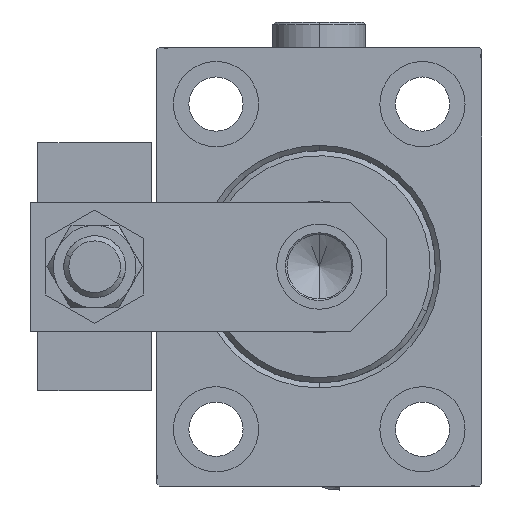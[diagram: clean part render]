
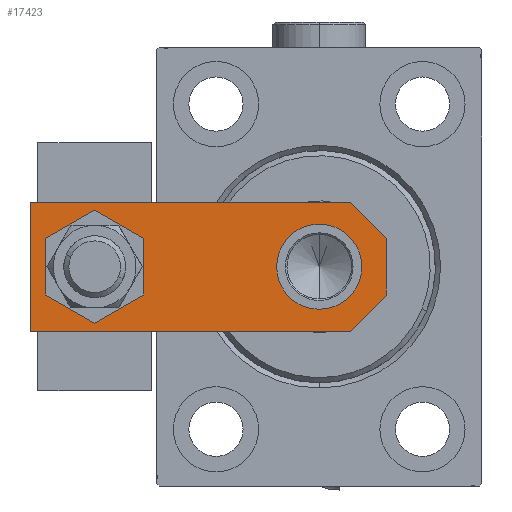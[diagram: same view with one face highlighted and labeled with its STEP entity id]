
A CAD part, left-side view. The second image highlights one B-rep face of the part: STEP entity #17423.
In plain terms, the highlighted face is planar.
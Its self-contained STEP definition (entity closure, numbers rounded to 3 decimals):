
#140 = DIRECTION ( 'NONE',  ( 0.707, -0.707, 0. ) ) ;
#681 = FACE_BOUND ( 'NONE', #18741, .T. ) ;
#1610 = ORIENTED_EDGE ( 'NONE', *, *, #50329, .F. ) ;
#1822 = VERTEX_POINT ( 'NONE', #11504 ) ;
#2015 = VERTEX_POINT ( 'NONE', #29997 ) ;
#2415 = CARTESIAN_POINT ( 'NONE',  ( 0., 13., 8. ) ) ;
#2532 = CARTESIAN_POINT ( 'NONE',  ( 2.75, -2.75, 8. ) ) ;
#4399 = CARTESIAN_POINT ( 'NONE',  ( -12.5, 69., 8. ) ) ;
#4547 = VERTEX_POINT ( 'NONE', #25845 ) ;
#4570 = EDGE_CURVE ( 'NONE', #19203, #4547, #38612, .T. ) ;
#5327 = FACE_OUTER_BOUND ( 'NONE', #6153, .T. ) ;
#6092 = EDGE_CURVE ( 'NONE', #40130, #46142, #27049, .T. ) ;
#6153 = EDGE_LOOP ( 'NONE', ( #18104, #37462, #36994, #49349, #20948, #35527 ) ) ;
#6907 = DIRECTION ( 'NONE',  ( 0.707, 0.707, 0. ) ) ;
#8540 = CARTESIAN_POINT ( 'NONE',  ( -12.5, 7., 8. ) ) ;
#10975 = CARTESIAN_POINT ( 'NONE',  ( -12.5, 0., 8. ) ) ;
#11504 = CARTESIAN_POINT ( 'NONE',  ( 12.5, 7., 8. ) ) ;
#11803 = VERTEX_POINT ( 'NONE', #12919 ) ;
#12422 = VERTEX_POINT ( 'NONE', #34175 ) ;
#12919 = CARTESIAN_POINT ( 'NONE',  ( -7., 56.5, 8. ) ) ;
#13480 = CIRCLE ( 'NONE', #25776, 8.25 ) ;
#14114 = CARTESIAN_POINT ( 'NONE',  ( -12.5, 69., 8. ) ) ;
#14854 = CARTESIAN_POINT ( 'NONE',  ( -2.75, -2.75, 8. ) ) ;
#15152 = DIRECTION ( 'NONE',  ( 0., 0., 1. ) ) ;
#15398 = CARTESIAN_POINT ( 'NONE',  ( 0., 13., 8. ) ) ;
#15715 = DIRECTION ( 'NONE',  ( 0., 0., 1. ) ) ;
#15746 = AXIS2_PLACEMENT_3D ( 'NONE', #25169, #24648, #37284 ) ;
#16396 = EDGE_LOOP ( 'NONE', ( #45582, #1610 ) ) ;
#17423 = ADVANCED_FACE ( 'NONE', ( #40583, #5327, #681 ), #44698, .T. ) ;
#18104 = ORIENTED_EDGE ( 'NONE', *, *, #6092, .T. ) ;
#18114 = EDGE_CURVE ( 'NONE', #4547, #19203, #13480, .T. ) ;
#18741 = EDGE_LOOP ( 'NONE', ( #45328, #29333 ) ) ;
#18993 = DIRECTION ( 'NONE',  ( 1., 0., 0. ) ) ;
#19203 = VERTEX_POINT ( 'NONE', #39390 ) ;
#19998 = AXIS2_PLACEMENT_3D ( 'NONE', #32090, #25132, #28230 ) ;
#20085 = DIRECTION ( 'NONE',  ( 0., -1., 0. ) ) ;
#20404 = VECTOR ( 'NONE', #42179, 1000. ) ;
#20948 = ORIENTED_EDGE ( 'NONE', *, *, #43432, .T. ) ;
#23092 = LINE ( 'NONE', #2532, #29152 ) ;
#23877 = VERTEX_POINT ( 'NONE', #46396 ) ;
#24648 = DIRECTION ( 'NONE',  ( 0., 0., 1. ) ) ;
#24747 = DIRECTION ( 'NONE',  ( 1., 0., 0. ) ) ;
#25132 = DIRECTION ( 'NONE',  ( 0., 0., 1. ) ) ;
#25169 = CARTESIAN_POINT ( 'NONE',  ( 0., 56.5, 8. ) ) ;
#25761 = CARTESIAN_POINT ( 'NONE',  ( 12.5, 69., 8. ) ) ;
#25776 = AXIS2_PLACEMENT_3D ( 'NONE', #15398, #15152, #18993 ) ;
#25835 = EDGE_CURVE ( 'NONE', #41599, #2015, #30534, .T. ) ;
#25845 = CARTESIAN_POINT ( 'NONE',  ( 8.25, 13., 8. ) ) ;
#27049 = LINE ( 'NONE', #4399, #47696 ) ;
#27237 = CIRCLE ( 'NONE', #15746, 7. ) ;
#27491 = LINE ( 'NONE', #34726, #20404 ) ;
#28230 = DIRECTION ( 'NONE',  ( 1., 0., 0. ) ) ;
#28289 = AXIS2_PLACEMENT_3D ( 'NONE', #28367, #48174, #24747 ) ;
#28367 = CARTESIAN_POINT ( 'NONE',  ( 0., 56.5, 8. ) ) ;
#29152 = VECTOR ( 'NONE', #6907, 1000. ) ;
#29333 = ORIENTED_EDGE ( 'NONE', *, *, #18114, .F. ) ;
#29712 = DIRECTION ( 'NONE',  ( 1., 0., 0. ) ) ;
#29997 = CARTESIAN_POINT ( 'NONE',  ( 5.5, 0., 8. ) ) ;
#30254 = EDGE_CURVE ( 'NONE', #2015, #1822, #23092, .T. ) ;
#30534 = LINE ( 'NONE', #10975, #44572 ) ;
#30635 = EDGE_CURVE ( 'NONE', #11803, #12422, #50481, .T. ) ;
#32090 = CARTESIAN_POINT ( 'NONE',  ( 0., 0., 8. ) ) ;
#33312 = EDGE_CURVE ( 'NONE', #23877, #40130, #45826, .T. ) ;
#34175 = CARTESIAN_POINT ( 'NONE',  ( 7., 56.5, 8. ) ) ;
#34673 = LINE ( 'NONE', #14854, #45114 ) ;
#34726 = CARTESIAN_POINT ( 'NONE',  ( 12.5, 0., 8. ) ) ;
#35527 = ORIENTED_EDGE ( 'NONE', *, *, #33312, .T. ) ;
#36994 = ORIENTED_EDGE ( 'NONE', *, *, #25835, .T. ) ;
#37284 = DIRECTION ( 'NONE',  ( 1., 0., 0. ) ) ;
#37462 = ORIENTED_EDGE ( 'NONE', *, *, #44796, .T. ) ;
#37724 = CARTESIAN_POINT ( 'NONE',  ( -5.5, 0., 8. ) ) ;
#38124 = DIRECTION ( 'NONE',  ( -1., 0., 0. ) ) ;
#38157 = VECTOR ( 'NONE', #38124, 1000. ) ;
#38612 = CIRCLE ( 'NONE', #48444, 8.25 ) ;
#39390 = CARTESIAN_POINT ( 'NONE',  ( -8.25, 13., 8. ) ) ;
#40130 = VERTEX_POINT ( 'NONE', #14114 ) ;
#40583 = FACE_BOUND ( 'NONE', #16396, .T. ) ;
#41599 = VERTEX_POINT ( 'NONE', #37724 ) ;
#42179 = DIRECTION ( 'NONE',  ( 0., 1., 0. ) ) ;
#42360 = DIRECTION ( 'NONE',  ( 1., 0., 0. ) ) ;
#43432 = EDGE_CURVE ( 'NONE', #1822, #23877, #27491, .T. ) ;
#44572 = VECTOR ( 'NONE', #42360, 1000. ) ;
#44698 = PLANE ( 'NONE',  #19998 ) ;
#44796 = EDGE_CURVE ( 'NONE', #46142, #41599, #34673, .T. ) ;
#45114 = VECTOR ( 'NONE', #140, 1000. ) ;
#45328 = ORIENTED_EDGE ( 'NONE', *, *, #4570, .F. ) ;
#45582 = ORIENTED_EDGE ( 'NONE', *, *, #30635, .F. ) ;
#45826 = LINE ( 'NONE', #25761, #38157 ) ;
#46142 = VERTEX_POINT ( 'NONE', #8540 ) ;
#46396 = CARTESIAN_POINT ( 'NONE',  ( 12.5, 69., 8. ) ) ;
#47696 = VECTOR ( 'NONE', #20085, 1000. ) ;
#48174 = DIRECTION ( 'NONE',  ( 0., 0., 1. ) ) ;
#48444 = AXIS2_PLACEMENT_3D ( 'NONE', #2415, #15715, #29712 ) ;
#49349 = ORIENTED_EDGE ( 'NONE', *, *, #30254, .T. ) ;
#50329 = EDGE_CURVE ( 'NONE', #12422, #11803, #27237, .T. ) ;
#50481 = CIRCLE ( 'NONE', #28289, 7. ) ;
